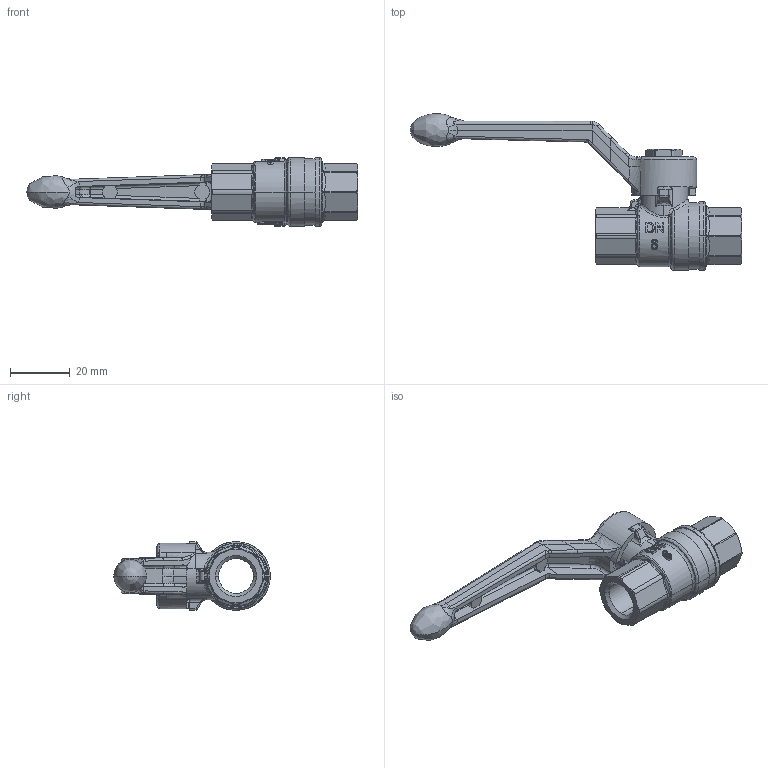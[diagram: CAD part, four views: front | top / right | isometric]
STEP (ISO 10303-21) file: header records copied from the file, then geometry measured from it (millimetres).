
FILE_DESCRIPTION(('CoCreate Modeling STEP Export'),'2;1');
FILE_NAME('880-1_4-STEP-KUNDE.stp','2014-10-30T15:00:25',(''),(''),'CoCreate Modeling STEP processor for AP214 (Solid Model)','CoCreate Modeling 16.50A 01-Dec-2009 (C) Parametric Technology GmbH','');
FILE_SCHEMA(('AUTOMOTIVE_DESIGN { 1 0 10303 214 1 1 1 1 }'));
Length unit declared in the file: millimetre
Products named in the file (21): T1; T2; T3; T4; T5; T6; T7; T8; T9; T10; T11; T12; T13; T14; T15; T16; T17; T18; T19; 0501N202-surface; 880-02
Assembly tree (20 placements, depth 3):
  880-02
    0501N202-surface
      T19
      T18
      T17
      T16
      T15
      T14
      T13
      T12
      T11
      T10
      T9
      T8
      T7
      T6
      T5
      T4
      T3
      T2
      T1
Bounding box: 111.07 x 52.5 x 23 mm (x, y, z)
Surface area: 10290 mm2 (no closed solid volume)
Topology: 0 solids, 19 shells, 540 faces, 1751 edges, 1215 vertices
Faces by surface type: cylinder 158, plane 152, bspline 143, cone 50, torus 29, sphere 8
Entity records: 34816 total; most frequent: CARTESIAN_POINT 17447, ORIENTED_EDGE 2988, DIRECTION 2596, EDGE_CURVE 1733, VERTEX_POINT 1215, AXIS2_PLACEMENT_3D 908, VECTOR 780, LINE 780
